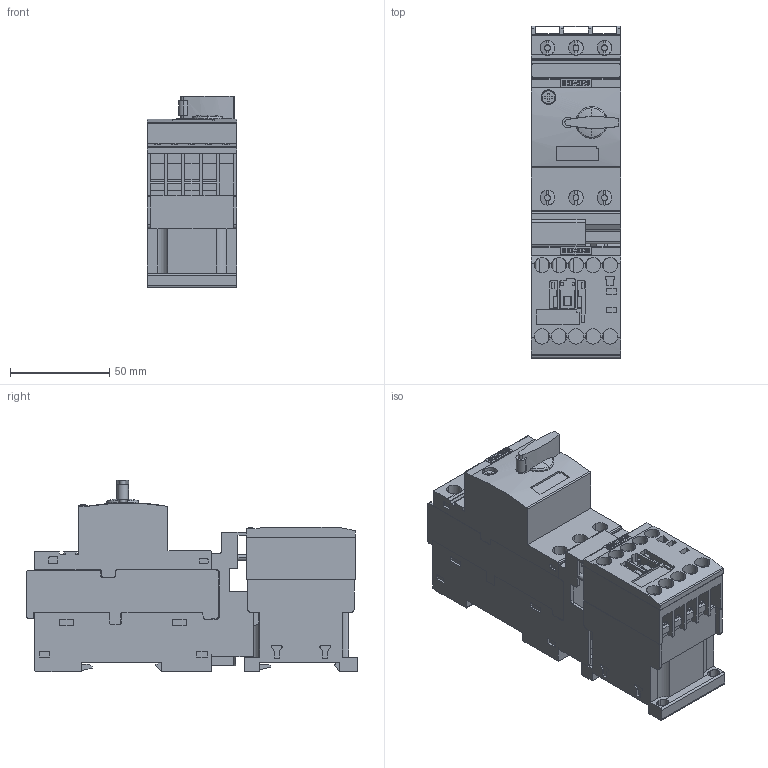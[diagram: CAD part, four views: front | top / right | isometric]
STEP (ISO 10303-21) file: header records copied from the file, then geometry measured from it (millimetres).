
FILE_DESCRIPTION(('STEP AP214'),'1');
FILE_NAME('cctmp_3C803D78-4E63-4F0C-9287-71BE514EFDB7_2023_07_18_12_20_17_0436..stp','2023-07-18T10:20:19',('SIEMENS A&D'),('CADClick - www.CADClick.com'),'Spatial InterOp 3D postprocessed',' ','unknown authorization');
FILE_SCHEMA(('AUTOMOTIVE_DESIGN'));
Length unit declared in the file: millimetre
Products named in the file (1): 2023_07_18_12_20_17_0373
Bounding box: 45 x 167.55 x 96.9 mm (x, y, z)
Volume: 415622.7 mm3; surface area: 90937.8 mm2
Topology: 1 solids, 1 shells, 1446 faces, 4394 edges, 2885 vertices
Faces by surface type: plane 1044, cylinder 380, cone 12, torus 10
Entity records: 83472 total; most frequent: CARTESIAN_POINT 9737, ORIENTED_EDGE 8788, STYLED_ITEM 8726, PRESENTATION_STYLE_ASSIGNMENT 8726, DIRECTION 8096, EDGE_CURVE 4394, CURVE_STYLE 4394, DRAUGHTING_PRE_DEFINED_CURVE_FONT 4394
